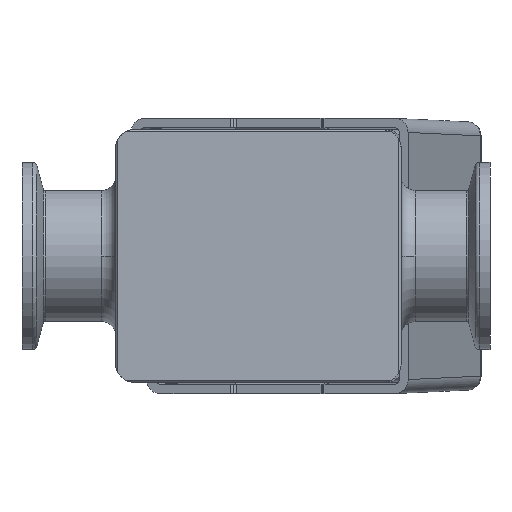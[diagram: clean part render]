
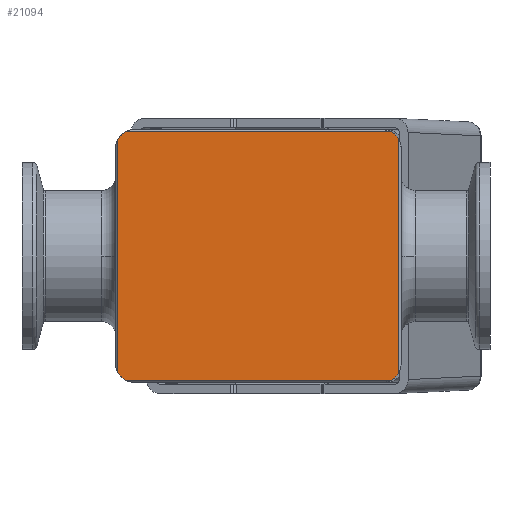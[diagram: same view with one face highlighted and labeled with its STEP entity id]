
A CAD part, front view. The second image highlights one B-rep face of the part: STEP entity #21094.
In plain terms, the highlighted planar face has unit normal (0, -1, 0).
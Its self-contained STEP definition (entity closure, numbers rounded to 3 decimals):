
#77 = VERTEX_POINT ( 'NONE', #19813 ) ;
#1400 = DIRECTION ( 'NONE',  ( -1., 0., 0. ) ) ;
#3033 = ORIENTED_EDGE ( 'NONE', *, *, #24853, .T. ) ;
#4026 = DIRECTION ( 'NONE',  ( 0., 0., 1. ) ) ;
#4153 = CARTESIAN_POINT ( 'NONE',  ( 31., -22., -26.5 ) ) ;
#5057 = VERTEX_POINT ( 'NONE', #39463 ) ;
#5558 = CARTESIAN_POINT ( 'NONE',  ( 31., -22., 26.5 ) ) ;
#7512 = LINE ( 'NONE', #14494, #18010 ) ;
#8662 = CARTESIAN_POINT ( 'NONE',  ( 30.5, -22., -24.936 ) ) ;
#10443 = VERTEX_POINT ( 'NONE', #40834 ) ;
#10600 = EDGE_CURVE ( 'NONE', #37033, #25210, #34280, .T. ) ;
#11874 = FACE_OUTER_BOUND ( 'NONE', #18322, .T. ) ;
#11957 = CIRCLE ( 'NONE', #34317, 4. ) ;
#12116 = CARTESIAN_POINT ( 'NONE',  ( 28.936, -22., 26.5 ) ) ;
#12784 = VERTEX_POINT ( 'NONE', #16022 ) ;
#13099 = DIRECTION ( 'NONE',  ( -1., 0., 0. ) ) ;
#13563 = DIRECTION ( 'NONE',  ( 0., -1., 0. ) ) ;
#14494 = CARTESIAN_POINT ( 'NONE',  ( 30.5, -22., 27. ) ) ;
#14542 = LINE ( 'NONE', #14762, #40958 ) ;
#14762 = CARTESIAN_POINT ( 'NONE',  ( -29.5, -22., 27. ) ) ;
#15244 = CARTESIAN_POINT ( 'NONE',  ( 27., -22., 23. ) ) ;
#16022 = CARTESIAN_POINT ( 'NONE',  ( -29.5, -22., 24.936 ) ) ;
#16314 = CARTESIAN_POINT ( 'NONE',  ( 28.936, -22., -26.5 ) ) ;
#16396 = CIRCLE ( 'NONE', #33516, 4. ) ;
#17219 = DIRECTION ( 'NONE',  ( 0., -1., 0. ) ) ;
#17235 = AXIS2_PLACEMENT_3D ( 'NONE', #28756, #22862, #1400 ) ;
#18010 = VECTOR ( 'NONE', #4026, 1000. ) ;
#18322 = EDGE_LOOP ( 'NONE', ( #44447, #22879, #39484, #3033, #38627, #28184, #44975, #42401 ) ) ;
#18785 = EDGE_CURVE ( 'NONE', #33246, #77, #33520, .T. ) ;
#19221 = DIRECTION ( 'NONE',  ( 0., -1., 0. ) ) ;
#19813 = CARTESIAN_POINT ( 'NONE',  ( -27.936, -22., 26.5 ) ) ;
#21094 = ADVANCED_FACE ( 'NONE', ( #11874 ), #40315, .F. ) ;
#21627 = CIRCLE ( 'NONE', #37238, 4. ) ;
#21693 = DIRECTION ( 'NONE',  ( -1., 0., 0. ) ) ;
#22862 = DIRECTION ( 'NONE',  ( 0., 1., 0. ) ) ;
#22879 = ORIENTED_EDGE ( 'NONE', *, *, #10600, .T. ) ;
#24853 = EDGE_CURVE ( 'NONE', #5057, #33246, #16396, .T. ) ;
#25210 = VERTEX_POINT ( 'NONE', #8662 ) ;
#25537 = CARTESIAN_POINT ( 'NONE',  ( -27.936, -22., -26.5 ) ) ;
#27954 = CARTESIAN_POINT ( 'NONE',  ( -26., -22., -23. ) ) ;
#28184 = ORIENTED_EDGE ( 'NONE', *, *, #29478, .T. ) ;
#28756 = CARTESIAN_POINT ( 'NONE',  ( 31., -22., 27. ) ) ;
#29102 = LINE ( 'NONE', #4153, #31250 ) ;
#29170 = EDGE_CURVE ( 'NONE', #12784, #10443, #14542, .T. ) ;
#29478 = EDGE_CURVE ( 'NONE', #77, #12784, #11957, .T. ) ;
#29483 = DIRECTION ( 'NONE',  ( 0., 0., -1. ) ) ;
#29502 = DIRECTION ( 'NONE',  ( -1., 0., 0. ) ) ;
#30730 = EDGE_CURVE ( 'NONE', #25210, #5057, #7512, .T. ) ;
#31250 = VECTOR ( 'NONE', #32818, 1000. ) ;
#32818 = DIRECTION ( 'NONE',  ( 1., 0., 0. ) ) ;
#33246 = VERTEX_POINT ( 'NONE', #12116 ) ;
#33516 = AXIS2_PLACEMENT_3D ( 'NONE', #15244, #19221, #29502 ) ;
#33520 = LINE ( 'NONE', #5558, #40167 ) ;
#34280 = CIRCLE ( 'NONE', #40234, 4. ) ;
#34317 = AXIS2_PLACEMENT_3D ( 'NONE', #41985, #13563, #13099 ) ;
#35399 = VERTEX_POINT ( 'NONE', #25537 ) ;
#36344 = DIRECTION ( 'NONE',  ( 0., -1., 0. ) ) ;
#37033 = VERTEX_POINT ( 'NONE', #16314 ) ;
#37238 = AXIS2_PLACEMENT_3D ( 'NONE', #27954, #17219, #42121 ) ;
#37507 = EDGE_CURVE ( 'NONE', #35399, #37033, #29102, .T. ) ;
#37901 = EDGE_CURVE ( 'NONE', #10443, #35399, #21627, .T. ) ;
#38627 = ORIENTED_EDGE ( 'NONE', *, *, #18785, .T. ) ;
#39463 = CARTESIAN_POINT ( 'NONE',  ( 30.5, -22., 24.936 ) ) ;
#39484 = ORIENTED_EDGE ( 'NONE', *, *, #30730, .T. ) ;
#40167 = VECTOR ( 'NONE', #41193, 1000. ) ;
#40234 = AXIS2_PLACEMENT_3D ( 'NONE', #41988, #36344, #21693 ) ;
#40315 = PLANE ( 'NONE',  #17235 ) ;
#40834 = CARTESIAN_POINT ( 'NONE',  ( -29.5, -22., -24.936 ) ) ;
#40958 = VECTOR ( 'NONE', #29483, 1000. ) ;
#41193 = DIRECTION ( 'NONE',  ( -1., 0., 0. ) ) ;
#41985 = CARTESIAN_POINT ( 'NONE',  ( -26., -22., 23. ) ) ;
#41988 = CARTESIAN_POINT ( 'NONE',  ( 27., -22., -23. ) ) ;
#42121 = DIRECTION ( 'NONE',  ( -1., 0., 0. ) ) ;
#42401 = ORIENTED_EDGE ( 'NONE', *, *, #37901, .T. ) ;
#44447 = ORIENTED_EDGE ( 'NONE', *, *, #37507, .T. ) ;
#44975 = ORIENTED_EDGE ( 'NONE', *, *, #29170, .T. ) ;
